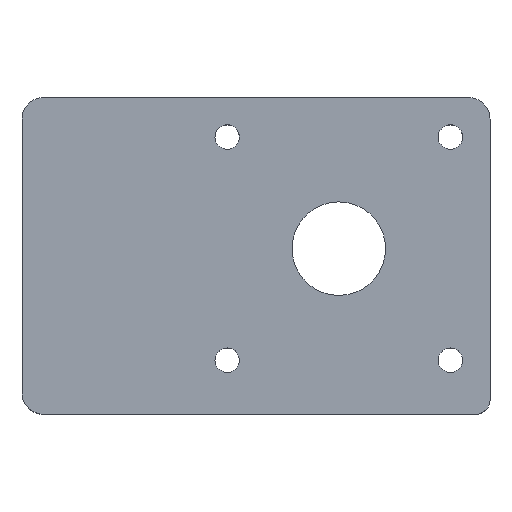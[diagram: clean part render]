
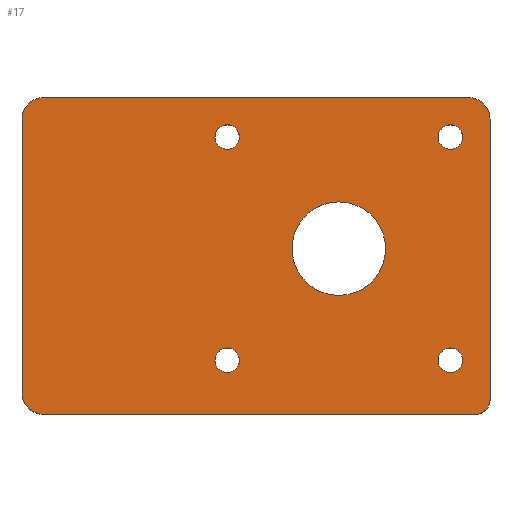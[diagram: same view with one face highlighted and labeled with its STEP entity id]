
A CAD part, top view. The second image highlights one B-rep face of the part: STEP entity #17.
In plain terms, the highlighted planar face has unit normal (0, 0, 1).
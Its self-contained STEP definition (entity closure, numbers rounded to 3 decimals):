
#17 = ADVANCED_FACE('',(#18,#88,#99,#110,#121,#132),#143,.T.);
#18 = FACE_BOUND('',#19,.F.);
#19 = EDGE_LOOP('',(#20,#30,#39,#47,#56,#64,#73,#81));
#20 = ORIENTED_EDGE('',*,*,#21,.T.);
#21 = EDGE_CURVE('',#22,#24,#26,.T.);
#22 = VERTEX_POINT('',#23);
#23 = CARTESIAN_POINT('',(125.,140.,219.));
#24 = VERTEX_POINT('',#25);
#25 = CARTESIAN_POINT('',(125.,101.,219.));
#26 = LINE('',#27,#28);
#27 = CARTESIAN_POINT('',(125.,101.,219.));
#28 = VECTOR('',#29,1.);
#29 = DIRECTION('',(0.,-1.,0.));
#30 = ORIENTED_EDGE('',*,*,#31,.T.);
#31 = EDGE_CURVE('',#24,#32,#34,.T.);
#32 = VERTEX_POINT('',#33);
#33 = CARTESIAN_POINT('',(123.,99.,219.));
#34 = CIRCLE('',#35,2.);
#35 = AXIS2_PLACEMENT_3D('',#36,#37,#38);
#36 = CARTESIAN_POINT('',(123.,101.,219.));
#37 = DIRECTION('',(0.,0.,-1.));
#38 = DIRECTION('',(0.,-1.,0.));
#39 = ORIENTED_EDGE('',*,*,#40,.T.);
#40 = EDGE_CURVE('',#32,#41,#43,.T.);
#41 = VERTEX_POINT('',#42);
#42 = CARTESIAN_POINT('',(63.,99.,219.));
#43 = LINE('',#44,#45);
#44 = CARTESIAN_POINT('',(125.,99.,219.));
#45 = VECTOR('',#46,1.);
#46 = DIRECTION('',(-1.,0.,-0.));
#47 = ORIENTED_EDGE('',*,*,#48,.T.);
#48 = EDGE_CURVE('',#41,#49,#51,.T.);
#49 = VERTEX_POINT('',#50);
#50 = CARTESIAN_POINT('',(60.,102.,219.));
#51 = CIRCLE('',#52,3.);
#52 = AXIS2_PLACEMENT_3D('',#53,#54,#55);
#53 = CARTESIAN_POINT('',(63.,102.,219.));
#54 = DIRECTION('',(0.,0.,-1.));
#55 = DIRECTION('',(0.,1.,0.));
#56 = ORIENTED_EDGE('',*,*,#57,.F.);
#57 = EDGE_CURVE('',#58,#49,#60,.T.);
#58 = VERTEX_POINT('',#59);
#59 = CARTESIAN_POINT('',(60.,140.,219.));
#60 = LINE('',#61,#62);
#61 = CARTESIAN_POINT('',(60.,101.,219.));
#62 = VECTOR('',#63,1.);
#63 = DIRECTION('',(0.,-1.,0.));
#64 = ORIENTED_EDGE('',*,*,#65,.F.);
#65 = EDGE_CURVE('',#66,#58,#68,.T.);
#66 = VERTEX_POINT('',#67);
#67 = CARTESIAN_POINT('',(63.,143.,219.));
#68 = CIRCLE('',#69,3.);
#69 = AXIS2_PLACEMENT_3D('',#70,#71,#72);
#70 = CARTESIAN_POINT('',(63.,140.,219.));
#71 = DIRECTION('',(-0.,0.,1.));
#72 = DIRECTION('',(0.,-1.,0.));
#73 = ORIENTED_EDGE('',*,*,#74,.F.);
#74 = EDGE_CURVE('',#75,#66,#77,.T.);
#75 = VERTEX_POINT('',#76);
#76 = CARTESIAN_POINT('',(122.,143.,219.));
#77 = LINE('',#78,#79);
#78 = CARTESIAN_POINT('',(125.,143.,219.));
#79 = VECTOR('',#80,1.);
#80 = DIRECTION('',(-1.,-0.,-0.));
#81 = ORIENTED_EDGE('',*,*,#82,.T.);
#82 = EDGE_CURVE('',#75,#22,#83,.T.);
#83 = CIRCLE('',#84,3.);
#84 = AXIS2_PLACEMENT_3D('',#85,#86,#87);
#85 = CARTESIAN_POINT('',(122.,140.,219.));
#86 = DIRECTION('',(-0.,-0.,-1.));
#87 = DIRECTION('',(0.,-1.,0.));
#88 = FACE_BOUND('',#89,.F.);
#89 = EDGE_LOOP('',(#90));
#90 = ORIENTED_EDGE('',*,*,#91,.F.);
#91 = EDGE_CURVE('',#92,#92,#94,.T.);
#92 = VERTEX_POINT('',#93);
#93 = CARTESIAN_POINT('',(97.5,122.,219.));
#94 = CIRCLE('',#95,6.5);
#95 = AXIS2_PLACEMENT_3D('',#96,#97,#98);
#96 = CARTESIAN_POINT('',(104.,122.,219.));
#97 = DIRECTION('',(0.,0.,-1.));
#98 = DIRECTION('',(-1.,-0.,-0.));
#99 = FACE_BOUND('',#100,.F.);
#100 = EDGE_LOOP('',(#101));
#101 = ORIENTED_EDGE('',*,*,#102,.F.);
#102 = EDGE_CURVE('',#103,#103,#105,.T.);
#103 = VERTEX_POINT('',#104);
#104 = CARTESIAN_POINT('',(86.8,137.5,219.));
#105 = CIRCLE('',#106,1.7);
#106 = AXIS2_PLACEMENT_3D('',#107,#108,#109);
#107 = CARTESIAN_POINT('',(88.5,137.5,219.));
#108 = DIRECTION('',(0.,0.,-1.));
#109 = DIRECTION('',(-1.,-0.,-0.));
#110 = FACE_BOUND('',#111,.F.);
#111 = EDGE_LOOP('',(#112));
#112 = ORIENTED_EDGE('',*,*,#113,.F.);
#113 = EDGE_CURVE('',#114,#114,#116,.T.);
#114 = VERTEX_POINT('',#115);
#115 = CARTESIAN_POINT('',(86.8,106.5,219.));
#116 = CIRCLE('',#117,1.7);
#117 = AXIS2_PLACEMENT_3D('',#118,#119,#120);
#118 = CARTESIAN_POINT('',(88.5,106.5,219.));
#119 = DIRECTION('',(0.,0.,-1.));
#120 = DIRECTION('',(-1.,-0.,-0.));
#121 = FACE_BOUND('',#122,.F.);
#122 = EDGE_LOOP('',(#123));
#123 = ORIENTED_EDGE('',*,*,#124,.F.);
#124 = EDGE_CURVE('',#125,#125,#127,.T.);
#125 = VERTEX_POINT('',#126);
#126 = CARTESIAN_POINT('',(117.8,106.5,219.));
#127 = CIRCLE('',#128,1.7);
#128 = AXIS2_PLACEMENT_3D('',#129,#130,#131);
#129 = CARTESIAN_POINT('',(119.5,106.5,219.));
#130 = DIRECTION('',(0.,0.,-1.));
#131 = DIRECTION('',(-1.,-0.,-0.));
#132 = FACE_BOUND('',#133,.F.);
#133 = EDGE_LOOP('',(#134));
#134 = ORIENTED_EDGE('',*,*,#135,.F.);
#135 = EDGE_CURVE('',#136,#136,#138,.T.);
#136 = VERTEX_POINT('',#137);
#137 = CARTESIAN_POINT('',(117.8,137.5,219.));
#138 = CIRCLE('',#139,1.7);
#139 = AXIS2_PLACEMENT_3D('',#140,#141,#142);
#140 = CARTESIAN_POINT('',(119.5,137.5,219.));
#141 = DIRECTION('',(0.,0.,-1.));
#142 = DIRECTION('',(-1.,-0.,-0.));
#143 = PLANE('',#144);
#144 = AXIS2_PLACEMENT_3D('',#145,#146,#147);
#145 = CARTESIAN_POINT('',(92.5,121.,219.));
#146 = DIRECTION('',(0.,0.,1.));
#147 = DIRECTION('',(1.,0.,0.));
